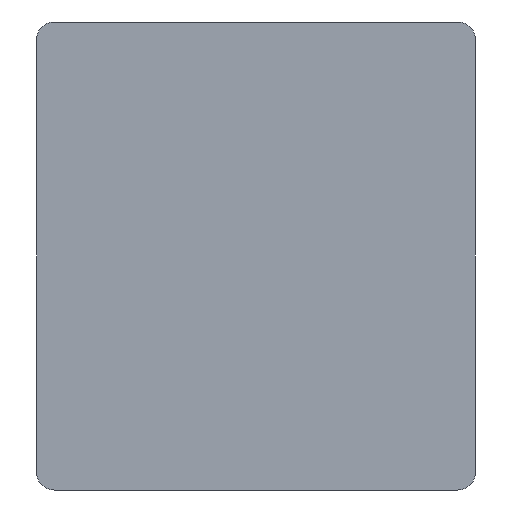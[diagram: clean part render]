
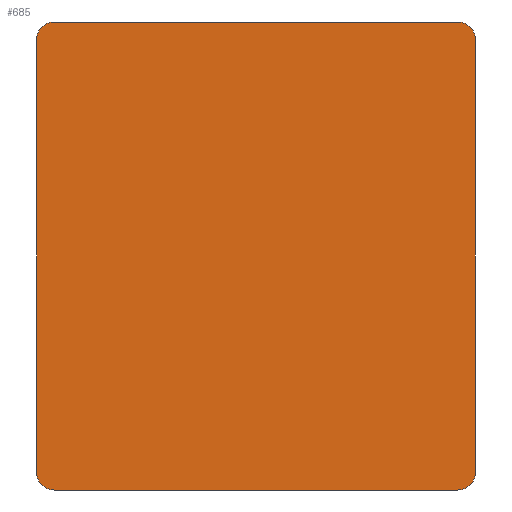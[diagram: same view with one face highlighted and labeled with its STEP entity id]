
A CAD part, front view. The second image highlights one B-rep face of the part: STEP entity #685.
In plain terms, the highlighted planar face has unit normal (0, -1, 0).
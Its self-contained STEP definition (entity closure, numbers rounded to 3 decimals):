
#28=PLANE('',#755);
#58=FACE_OUTER_BOUND('',#102,.T.);
#102=EDGE_LOOP('',(#492,#493,#494,#495,#496,#497,#498,#499));
#154=LINE('',#1036,#224);
#160=LINE('',#1054,#230);
#161=LINE('',#1058,#231);
#162=LINE('',#1062,#232);
#224=VECTOR('',#828,10.);
#230=VECTOR('',#842,10.);
#231=VECTOR('',#845,10.);
#232=VECTOR('',#848,10.);
#292=CIRCLE('',#749,3.);
#297=CIRCLE('',#756,3.);
#298=CIRCLE('',#757,3.);
#299=CIRCLE('',#758,3.);
#318=VERTEX_POINT('',#1026);
#319=VERTEX_POINT('',#1027);
#322=VERTEX_POINT('',#1035);
#330=VERTEX_POINT('',#1053);
#331=VERTEX_POINT('',#1055);
#332=VERTEX_POINT('',#1057);
#333=VERTEX_POINT('',#1059);
#334=VERTEX_POINT('',#1061);
#382=EDGE_CURVE('',#318,#319,#292,.T.);
#386=EDGE_CURVE('',#319,#322,#154,.T.);
#395=EDGE_CURVE('',#318,#330,#160,.T.);
#396=EDGE_CURVE('',#331,#330,#297,.T.);
#397=EDGE_CURVE('',#332,#331,#161,.T.);
#398=EDGE_CURVE('',#333,#332,#298,.T.);
#399=EDGE_CURVE('',#334,#333,#162,.T.);
#400=EDGE_CURVE('',#322,#334,#299,.T.);
#492=ORIENTED_EDGE('',*,*,#382,.F.);
#493=ORIENTED_EDGE('',*,*,#395,.T.);
#494=ORIENTED_EDGE('',*,*,#396,.F.);
#495=ORIENTED_EDGE('',*,*,#397,.F.);
#496=ORIENTED_EDGE('',*,*,#398,.F.);
#497=ORIENTED_EDGE('',*,*,#399,.F.);
#498=ORIENTED_EDGE('',*,*,#400,.F.);
#499=ORIENTED_EDGE('',*,*,#386,.F.);
#685=ADVANCED_FACE('',(#58),#28,.T.);
#749=AXIS2_PLACEMENT_3D('',#1028,#820,#821);
#755=AXIS2_PLACEMENT_3D('',#1052,#840,#841);
#756=AXIS2_PLACEMENT_3D('',#1056,#843,#844);
#757=AXIS2_PLACEMENT_3D('',#1060,#846,#847);
#758=AXIS2_PLACEMENT_3D('',#1063,#849,#850);
#820=DIRECTION('center_axis',(0.,1.,0.));
#821=DIRECTION('ref_axis',(-0.707,0.,0.707));
#828=DIRECTION('',(1.,0.,0.));
#840=DIRECTION('center_axis',(0.,-1.,0.));
#841=DIRECTION('ref_axis',(-1.,0.,0.));
#842=DIRECTION('',(0.,0.,-1.));
#843=DIRECTION('center_axis',(0.,1.,0.));
#844=DIRECTION('ref_axis',(-0.707,0.,-0.707));
#845=DIRECTION('',(-1.,0.,0.));
#846=DIRECTION('center_axis',(0.,1.,0.));
#847=DIRECTION('ref_axis',(0.707,0.,-0.707));
#848=DIRECTION('',(0.,0.,-1.));
#849=DIRECTION('center_axis',(0.,1.,0.));
#850=DIRECTION('ref_axis',(0.707,0.,0.707));
#1026=CARTESIAN_POINT('',(0.,0.,-3.));
#1027=CARTESIAN_POINT('',(3.,0.,0.));
#1028=CARTESIAN_POINT('Origin',(3.,0.,-3.));
#1035=CARTESIAN_POINT('',(72.,0.,0.));
#1036=CARTESIAN_POINT('',(0.,0.,0.));
#1052=CARTESIAN_POINT('Origin',(75.,0.,0.));
#1053=CARTESIAN_POINT('',(0.,0.,-77.));
#1054=CARTESIAN_POINT('',(0.,0.,0.));
#1055=CARTESIAN_POINT('',(3.,0.,-80.));
#1056=CARTESIAN_POINT('Origin',(3.,0.,-77.));
#1057=CARTESIAN_POINT('',(72.,0.,-80.));
#1058=CARTESIAN_POINT('',(0.,0.,-80.));
#1059=CARTESIAN_POINT('',(75.,0.,-77.));
#1060=CARTESIAN_POINT('Origin',(72.,0.,-77.));
#1061=CARTESIAN_POINT('',(75.,0.,-3.));
#1062=CARTESIAN_POINT('',(75.,0.,0.));
#1063=CARTESIAN_POINT('Origin',(72.,0.,-3.));
